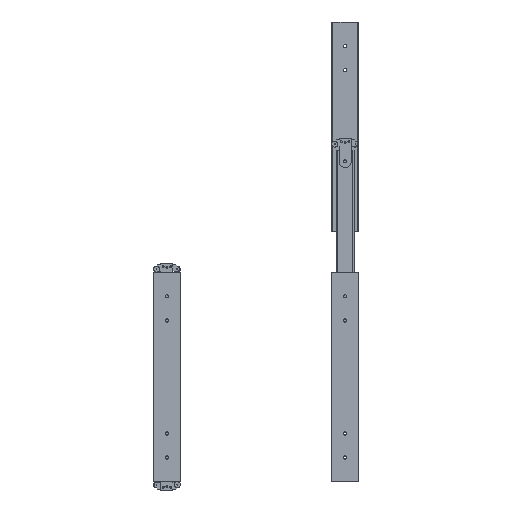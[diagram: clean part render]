
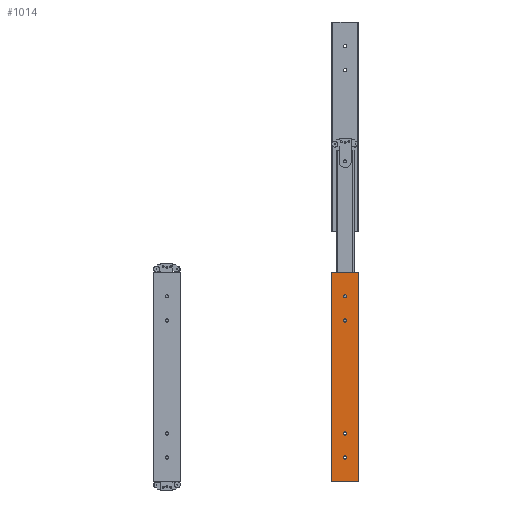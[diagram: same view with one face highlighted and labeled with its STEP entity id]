
A CAD part, front view. The second image highlights one B-rep face of the part: STEP entity #1014.
In plain terms, the highlighted planar face has unit normal (0, -1, 0).
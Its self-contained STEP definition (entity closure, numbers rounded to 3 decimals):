
#88=LINE('',#1543,#176);
#90=LINE('',#1547,#178);
#91=LINE('',#1549,#179);
#92=LINE('',#1550,#180);
#176=VECTOR('',#1230,278.);
#178=VECTOR('',#1234,36.4);
#179=VECTOR('',#1235,278.);
#180=VECTOR('',#1236,36.4);
#253=PLANE('',#1083);
#294=FACE_BOUND('',#401,.T.);
#295=FACE_BOUND('',#402,.T.);
#296=FACE_BOUND('',#403,.T.);
#297=FACE_BOUND('',#404,.T.);
#335=FACE_OUTER_BOUND('',#400,.T.);
#400=EDGE_LOOP('',(#770,#771,#772,#773));
#401=EDGE_LOOP('',(#774));
#402=EDGE_LOOP('',(#775));
#403=EDGE_LOOP('',(#776));
#404=EDGE_LOOP('',(#777));
#479=CIRCLE('',#1067,2.15);
#481=CIRCLE('',#1070,2.15);
#483=CIRCLE('',#1073,2.15);
#485=CIRCLE('',#1076,2.15);
#517=VERTEX_POINT('',#1489);
#519=VERTEX_POINT('',#1494);
#521=VERTEX_POINT('',#1499);
#523=VERTEX_POINT('',#1504);
#536=VERTEX_POINT('',#1540);
#537=VERTEX_POINT('',#1542);
#538=VERTEX_POINT('',#1546);
#539=VERTEX_POINT('',#1548);
#609=EDGE_CURVE('',#517,#517,#479,.T.);
#611=EDGE_CURVE('',#519,#519,#481,.T.);
#613=EDGE_CURVE('',#521,#521,#483,.T.);
#615=EDGE_CURVE('',#523,#523,#485,.T.);
#633=EDGE_CURVE('',#537,#536,#88,.T.);
#635=EDGE_CURVE('',#536,#538,#90,.T.);
#636=EDGE_CURVE('',#539,#538,#91,.T.);
#637=EDGE_CURVE('',#539,#537,#92,.T.);
#770=ORIENTED_EDGE('',*,*,#635,.T.);
#771=ORIENTED_EDGE('',*,*,#636,.F.);
#772=ORIENTED_EDGE('',*,*,#637,.T.);
#773=ORIENTED_EDGE('',*,*,#633,.T.);
#774=ORIENTED_EDGE('',*,*,#609,.T.);
#775=ORIENTED_EDGE('',*,*,#611,.T.);
#776=ORIENTED_EDGE('',*,*,#613,.T.);
#777=ORIENTED_EDGE('',*,*,#615,.T.);
#1014=ADVANCED_FACE('',(#335,#294,#295,#296,#297),#253,.T.);
#1067=AXIS2_PLACEMENT_3D('',#1490,#1181,#1182);
#1070=AXIS2_PLACEMENT_3D('',#1495,#1187,#1188);
#1073=AXIS2_PLACEMENT_3D('',#1500,#1193,#1194);
#1076=AXIS2_PLACEMENT_3D('',#1505,#1199,#1200);
#1083=AXIS2_PLACEMENT_3D('',#1545,#1232,#1233);
#1181=DIRECTION('center_axis',(0.,1.,0.));
#1182=DIRECTION('ref_axis',(-1.,0.,0.));
#1187=DIRECTION('center_axis',(0.,1.,0.));
#1188=DIRECTION('ref_axis',(-1.,0.,0.));
#1193=DIRECTION('center_axis',(0.,1.,0.));
#1194=DIRECTION('ref_axis',(-1.,0.,0.));
#1199=DIRECTION('center_axis',(0.,1.,0.));
#1200=DIRECTION('ref_axis',(-1.,0.,0.));
#1230=DIRECTION('',(0.,0.,1.));
#1232=DIRECTION('center_axis',(0.,-1.,0.));
#1233=DIRECTION('ref_axis',(0.,0.,-1.));
#1234=DIRECTION('',(-1.,0.,0.));
#1235=DIRECTION('',(0.,0.,1.));
#1236=DIRECTION('',(1.,0.,0.));
#1489=CARTESIAN_POINT('',(2.15,-4.7,32.));
#1490=CARTESIAN_POINT('Origin',(0.,-4.7,32.));
#1494=CARTESIAN_POINT('',(2.15,-4.7,64.));
#1495=CARTESIAN_POINT('Origin',(0.,-4.7,64.));
#1499=CARTESIAN_POINT('',(2.15,-4.7,214.));
#1500=CARTESIAN_POINT('Origin',(0.,-4.7,214.));
#1504=CARTESIAN_POINT('',(2.15,-4.7,246.));
#1505=CARTESIAN_POINT('Origin',(0.,-4.7,246.));
#1540=CARTESIAN_POINT('',(18.2,-4.7,278.));
#1542=CARTESIAN_POINT('',(18.2,-4.7,0.));
#1543=CARTESIAN_POINT('',(18.2,-4.7,0.));
#1545=CARTESIAN_POINT('Origin',(18.2,-4.7,0.));
#1546=CARTESIAN_POINT('',(-18.2,-4.7,278.));
#1547=CARTESIAN_POINT('',(-18.2,-4.7,278.));
#1548=CARTESIAN_POINT('',(-18.2,-4.7,0.));
#1549=CARTESIAN_POINT('',(-18.2,-4.7,0.));
#1550=CARTESIAN_POINT('',(-18.2,-4.7,0.));
